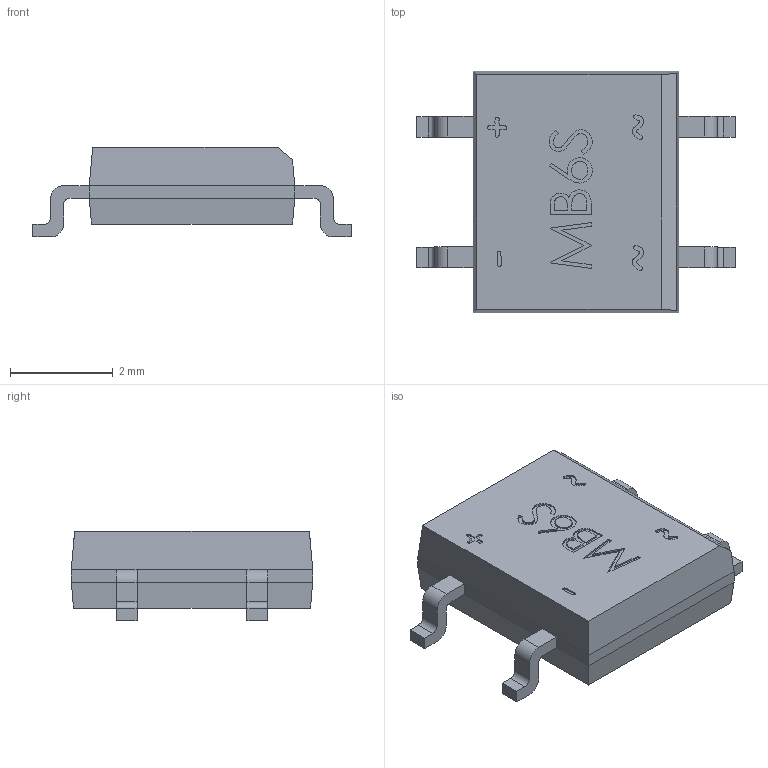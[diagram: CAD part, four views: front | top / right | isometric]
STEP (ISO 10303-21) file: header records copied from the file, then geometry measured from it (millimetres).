
FILE_DESCRIPTION(('FreeCAD Model'),'2;1');
FILE_NAME('SOIC-4 (Fairchild).step', '2021-05-25T14:56:53',('kicad StepUp'),('ksu MCAD'), 'Open CASCADE STEP processor 7.3','FreeCAD','Unknown');
FILE_SCHEMA(('AUTOMOTIVE_DESIGN { 1 0 10303 214 1 1 1 1 }'));
Length unit declared in the file: millimetre
Products named in the file (1): SOIC-4_(Fairchild)
Bounding box: 6.2 x 4.7 x 1.75 mm (x, y, z)
Volume: 28.1 mm3; surface area: 70.5 mm2
Topology: 1 solids, 1 shells, 203 faces, 546 edges, 356 vertices
Faces by surface type: plane 102, bspline 85, cylinder 16
Entity records: 10834 total; most frequent: CARTESIAN_POINT 4879, ORIENTED_EDGE 1092, DIRECTION 646, EDGE_CURVE 546, VERTEX_POINT 356, LINE 344, VECTOR 344, FACE_BOUND 214
